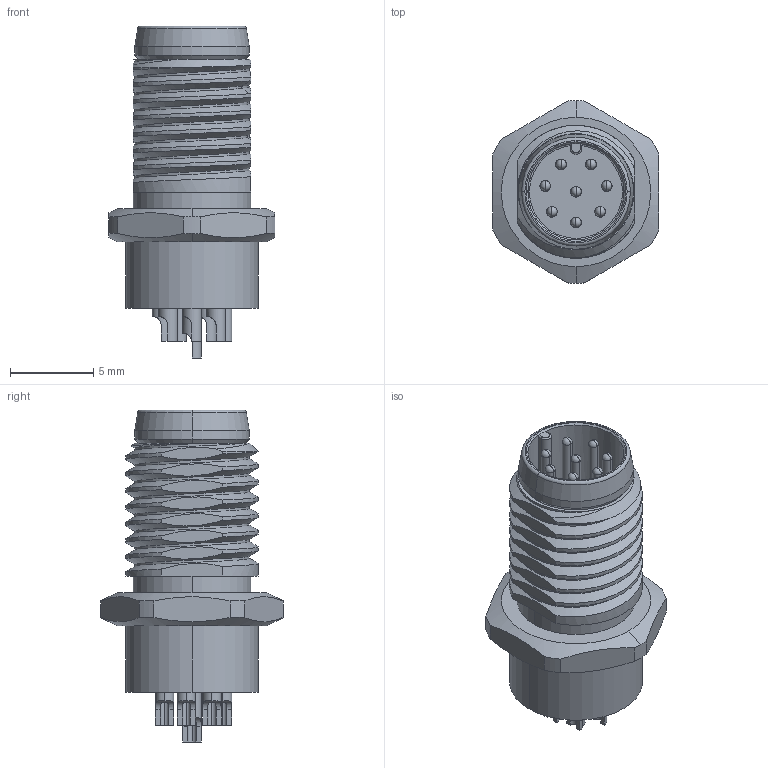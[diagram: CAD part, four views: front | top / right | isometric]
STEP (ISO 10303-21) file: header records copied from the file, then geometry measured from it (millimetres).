
FILE_DESCRIPTION((''),'2;1');
FILE_NAME('FRONT-FASTENED-M8_ASM','2022-08-10T',('RD-4'),(''),'PRO/ENGINEER BY PARAMETRIC TECHNOLOGY CORPORATION, 2010280','PRO/ENGINEER BY PARAMETRIC TECHNOLOGY CORPORATION, 2010280','');
FILE_SCHEMA(('AUTOMOTIVE_DESIGN { 1 0 10303 214 1 1 1 1 }'));
Length unit declared in the file: millimetre
Products named in the file (6): HOUSING-8P-MALE-AOCAO8; M8-FRONT-FASTENED228; PIN888; PIN898; PRT0001; FRONT-FASTENED-M8_ASM
Assembly tree (11 placements, depth 2):
  FRONT-FASTENED-M8_ASM
    HOUSING-8P-MALE-AOCAO8
    M8-FRONT-FASTENED228
    PIN888  x7
    PIN898
    PRT0001
Bounding box: 10 x 11 x 20 mm (x, y, z)
Volume: 691.1 mm3; surface area: 2235 mm2
Topology: 11 solids, 11 shells, 469 faces, 1136 edges, 702 vertices
Faces by surface type: cylinder 204, plane 144, cone 92, sphere 16, bspline 9, torus 4
Entity records: 11594 total; most frequent: CARTESIAN_POINT 4473, DIRECTION 1438, ORIENTED_EDGE 1368, EDGE_CURVE 684, AXIS2_PLACEMENT_3D 567, VERTEX_POINT 438, EDGE_LOOP 328, VECTOR 304
